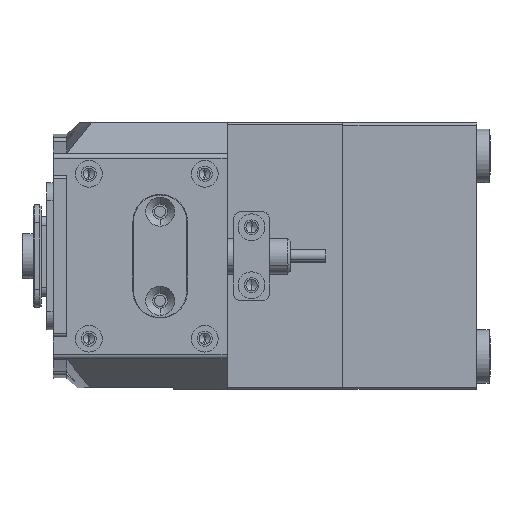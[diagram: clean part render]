
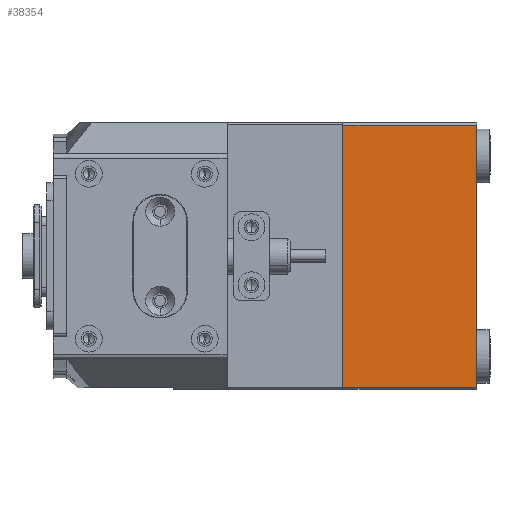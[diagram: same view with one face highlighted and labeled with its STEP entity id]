
A CAD part, left-side view. The second image highlights one B-rep face of the part: STEP entity #38354.
In plain terms, the highlighted planar face has unit normal (-1, 0, 0).
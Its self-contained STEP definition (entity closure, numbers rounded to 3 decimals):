
#14 = VERTEX_POINT ( 'NONE', #13160 ) ;
#957 = FACE_OUTER_BOUND ( 'NONE', #19284, .T. ) ;
#3119 = DIRECTION ( 'NONE',  ( 0., 1., 0. ) ) ;
#4321 = CARTESIAN_POINT ( 'NONE',  ( -50.5, 29.4, -30. ) ) ;
#5075 = VECTOR ( 'NONE', #49512, 1000. ) ;
#5893 = AXIS2_PLACEMENT_3D ( 'NONE', #14803, #22838, #3119 ) ;
#10200 = VECTOR ( 'NONE', #35043, 1000. ) ;
#12420 = CARTESIAN_POINT ( 'NONE',  ( -50.5, -29.4, 0. ) ) ;
#13160 = CARTESIAN_POINT ( 'NONE',  ( -50.5, -29.4, -30. ) ) ;
#14803 = CARTESIAN_POINT ( 'NONE',  ( -50.5, 29.9, -30. ) ) ;
#17977 = CARTESIAN_POINT ( 'NONE',  ( -50.5, 29.4, 0. ) ) ;
#18521 = ORIENTED_EDGE ( 'NONE', *, *, #47738, .F. ) ;
#19284 = EDGE_LOOP ( 'NONE', ( #30434, #43687, #18521, #20534 ) ) ;
#20534 = ORIENTED_EDGE ( 'NONE', *, *, #34511, .T. ) ;
#22376 = CARTESIAN_POINT ( 'NONE',  ( -50.5, 29.4, -30. ) ) ;
#22838 = DIRECTION ( 'NONE',  ( 1., 0., 0. ) ) ;
#23804 = DIRECTION ( 'NONE',  ( 0., 1., 0. ) ) ;
#26592 = VERTEX_POINT ( 'NONE', #17977 ) ;
#27206 = EDGE_CURVE ( 'NONE', #26592, #43904, #41586, .T. ) ;
#30434 = ORIENTED_EDGE ( 'NONE', *, *, #31112, .T. ) ;
#30582 = LINE ( 'NONE', #42889, #44386 ) ;
#31112 = EDGE_CURVE ( 'NONE', #40668, #26592, #46124, .T. ) ;
#34240 = PLANE ( 'NONE',  #5893 ) ;
#34511 = EDGE_CURVE ( 'NONE', #14, #40668, #30582, .T. ) ;
#34870 = DIRECTION ( 'NONE',  ( 0., 0., 1. ) ) ;
#35043 = DIRECTION ( 'NONE',  ( 0., 1., 0. ) ) ;
#35198 = CARTESIAN_POINT ( 'NONE',  ( -50.5, 29.9, -30. ) ) ;
#38354 = ADVANCED_FACE ( 'NONE', ( #957 ), #34240, .F. ) ;
#40668 = VERTEX_POINT ( 'NONE', #12420 ) ;
#41586 = LINE ( 'NONE', #22376, #5075 ) ;
#42775 = LINE ( 'NONE', #35198, #45154 ) ;
#42889 = CARTESIAN_POINT ( 'NONE',  ( -50.5, -29.4, -30. ) ) ;
#43251 = CARTESIAN_POINT ( 'NONE',  ( -50.5, 29.9, 0. ) ) ;
#43687 = ORIENTED_EDGE ( 'NONE', *, *, #27206, .T. ) ;
#43904 = VERTEX_POINT ( 'NONE', #4321 ) ;
#44386 = VECTOR ( 'NONE', #34870, 1000. ) ;
#45154 = VECTOR ( 'NONE', #23804, 1000. ) ;
#46124 = LINE ( 'NONE', #43251, #10200 ) ;
#47738 = EDGE_CURVE ( 'NONE', #14, #43904, #42775, .T. ) ;
#49512 = DIRECTION ( 'NONE',  ( 0., 0., -1. ) ) ;
